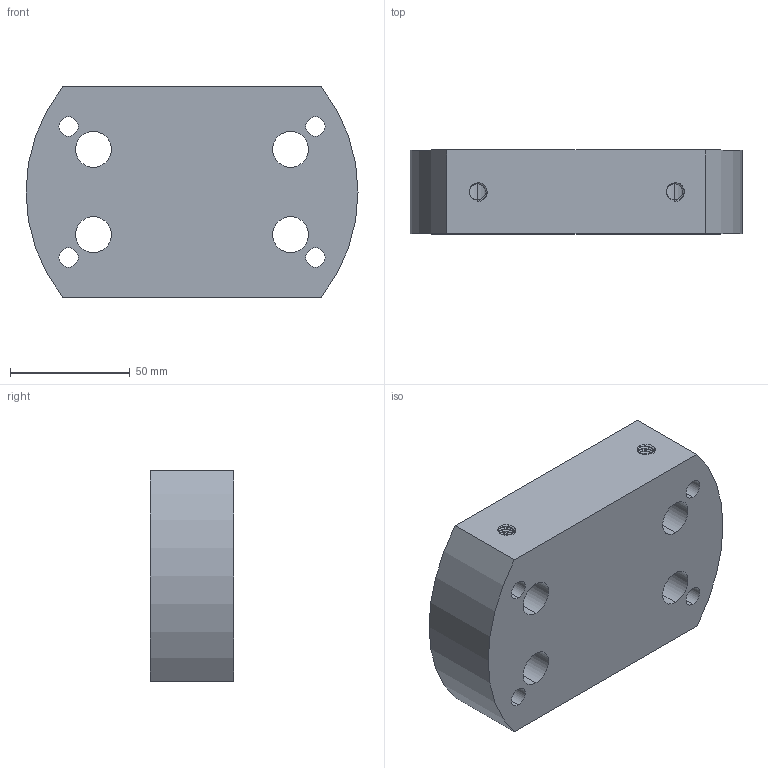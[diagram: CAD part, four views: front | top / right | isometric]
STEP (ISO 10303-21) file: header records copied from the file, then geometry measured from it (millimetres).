
FILE_DESCRIPTION (( 'STEP AP203' ), '1' );
FILE_NAME ('plaque de percage pompe meca 1dfte.STEP', '2024-11-01T19:18:42', ( '' ), ( '' ), 'SwSTEP 2.0', 'SolidWorks 2023', '' );
FILE_SCHEMA (( 'CONFIG_CONTROL_DESIGN' ));
Length unit declared in the file: millimetre
Products named in the file (1): plaque de percage pompe meca 1dfte
Bounding box: 138.8 x 35 x 88 mm (x, y, z)
Volume: 362205.1 mm3; surface area: 47797.2 mm2
Topology: 1 solids, 1 shells, 182 faces, 552 edges, 368 vertices
Faces by surface type: cylinder 154, bspline 24, plane 4
Entity records: 25081 total; most frequent: CARTESIAN_POINT 21039, ORIENTED_EDGE 1104, DIRECTION 562, EDGE_CURVE 552, VERTEX_POINT 368, AXIS2_PLACEMENT_3D 203, EDGE_LOOP 202, FACE_OUTER_BOUND 182
